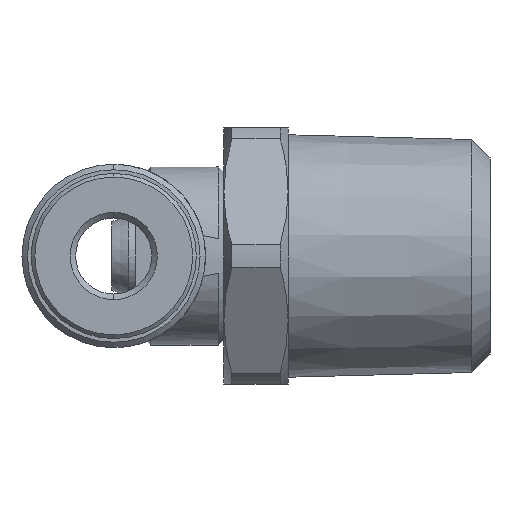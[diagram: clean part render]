
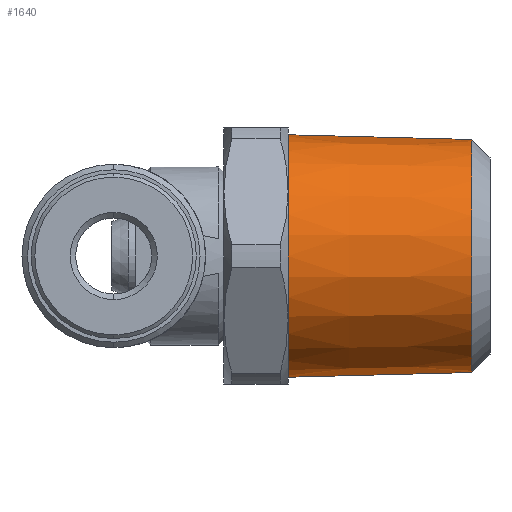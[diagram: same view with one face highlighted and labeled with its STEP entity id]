
A CAD part, left-side view. The second image highlights one B-rep face of the part: STEP entity #1640.
In plain terms, the highlighted conical face has half-angle 1.47 degrees and reference radius 6.604 mm.
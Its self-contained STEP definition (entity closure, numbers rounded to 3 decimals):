
#179 = VECTOR ( 'NONE', #881, 1000. ) ;
#658 = CARTESIAN_POINT ( 'NONE',  ( 0., -9.5, -6.604 ) ) ;
#659 = DIRECTION ( 'NONE',  ( 0., 1., -0.026 ) ) ;
#880 = CARTESIAN_POINT ( 'NONE',  ( 0., -9.5, 6.604 ) ) ;
#881 = DIRECTION ( 'NONE',  ( 0., 1., 0.026 ) ) ;
#1369 = CARTESIAN_POINT ( 'NONE',  ( 0., -19.5, 6.348 ) ) ;
#1371 = CARTESIAN_POINT ( 'NONE',  ( 0., -9.5, 6.604 ) ) ;
#1372 = CARTESIAN_POINT ( 'NONE',  ( 0., -9.5, -6.604 ) ) ;
#1378 = CARTESIAN_POINT ( 'NONE',  ( 0., -19.5, -6.348 ) ) ;
#1640 = ADVANCED_FACE ( 'NONE', ( #2620 ), #2198, .T. ) ;
#1694 = EDGE_CURVE ( 'NONE', #3315, #3317, #2132, .T. ) ;
#1695 = EDGE_CURVE ( 'NONE', #3311, #3367, #2174, .T. ) ;
#1782 = EDGE_CURVE ( 'NONE', #3367, #3317, #3089, .T. ) ;
#1866 = EDGE_CURVE ( 'NONE', #3311, #3315, #3127, .T. ) ;
#2103 = AXIS2_PLACEMENT_3D ( 'NONE', #3666, #3576, #3590 ) ;
#2132 = CIRCLE ( 'NONE', #2155, 6.604 ) ;
#2155 = AXIS2_PLACEMENT_3D ( 'NONE', #2934, #2939, #2940 ) ;
#2174 = CIRCLE ( 'NONE', #2202, 6.348 ) ;
#2198 = CONICAL_SURFACE ( 'NONE', #2103, 6.604, 0.026 ) ;
#2202 = AXIS2_PLACEMENT_3D ( 'NONE', #2915, #2924, #2911 ) ;
#2266 = VECTOR ( 'NONE', #659, 1000. ) ;
#2496 = EDGE_LOOP ( 'NONE', ( #3362, #3341, #3338, #3329 ) ) ;
#2620 = FACE_OUTER_BOUND ( 'NONE', #2496, .T. ) ;
#2911 = DIRECTION ( 'NONE',  ( 0., 0., -1. ) ) ;
#2915 = CARTESIAN_POINT ( 'NONE',  ( 0., -19.5, 0. ) ) ;
#2924 = DIRECTION ( 'NONE',  ( 0., -1., 0. ) ) ;
#2934 = CARTESIAN_POINT ( 'NONE',  ( 0., -9.5, 0. ) ) ;
#2939 = DIRECTION ( 'NONE',  ( 0., -1., 0. ) ) ;
#2940 = DIRECTION ( 'NONE',  ( 0., 0., -1. ) ) ;
#3089 = LINE ( 'NONE', #658, #2266 ) ;
#3127 = LINE ( 'NONE', #880, #179 ) ;
#3311 = VERTEX_POINT ( 'NONE', #1369 ) ;
#3315 = VERTEX_POINT ( 'NONE', #1371 ) ;
#3317 = VERTEX_POINT ( 'NONE', #1372 ) ;
#3329 = ORIENTED_EDGE ( 'NONE', *, *, #1694, .T. ) ;
#3338 = ORIENTED_EDGE ( 'NONE', *, *, #1866, .T. ) ;
#3341 = ORIENTED_EDGE ( 'NONE', *, *, #1695, .F. ) ;
#3362 = ORIENTED_EDGE ( 'NONE', *, *, #1782, .F. ) ;
#3367 = VERTEX_POINT ( 'NONE', #1378 ) ;
#3576 = DIRECTION ( 'NONE',  ( 0., 1., 0. ) ) ;
#3590 = DIRECTION ( 'NONE',  ( 0., 0., 1. ) ) ;
#3666 = CARTESIAN_POINT ( 'NONE',  ( 0., -9.5, 0. ) ) ;
